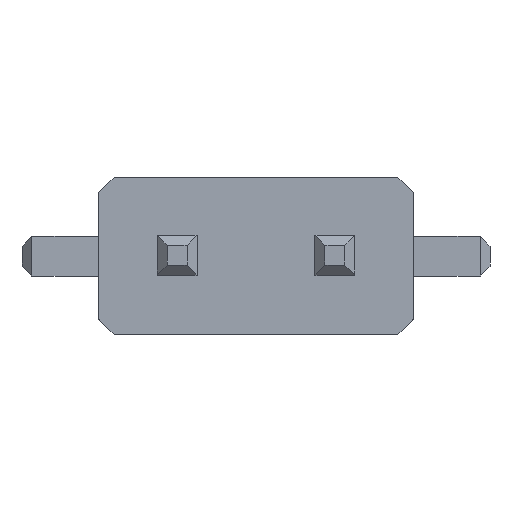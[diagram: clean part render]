
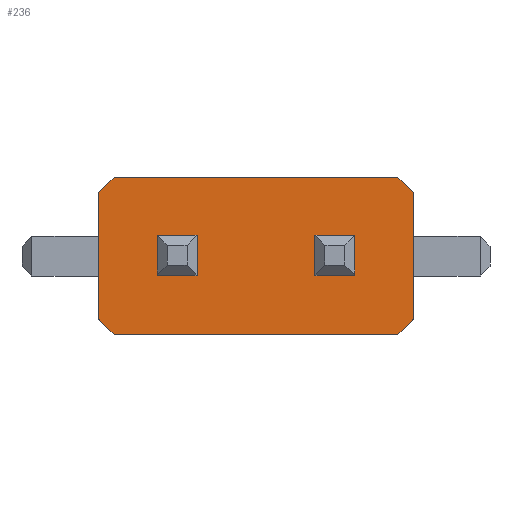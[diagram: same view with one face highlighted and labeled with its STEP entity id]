
A CAD part, top view. The second image highlights one B-rep face of the part: STEP entity #236.
In plain terms, the highlighted planar face has unit normal (0, 0, 1).
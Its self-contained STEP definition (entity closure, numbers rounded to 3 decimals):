
#24 = VERTEX_POINT('',#25);
#25 = CARTESIAN_POINT('',(-2.286,1.27,3.3));
#31 = EDGE_CURVE('',#24,#32,#34,.T.);
#32 = VERTEX_POINT('',#33);
#33 = CARTESIAN_POINT('',(-2.54,1.016,3.3));
#34 = LINE('',#35,#36);
#35 = CARTESIAN_POINT('',(-2.286,1.27,3.3));
#36 = VECTOR('',#37,1.);
#37 = DIRECTION('',(-0.707,-0.707,0.));
#64 = VERTEX_POINT('',#65);
#65 = CARTESIAN_POINT('',(2.286,1.27,3.3));
#71 = EDGE_CURVE('',#64,#24,#72,.T.);
#72 = LINE('',#73,#74);
#73 = CARTESIAN_POINT('',(2.286,1.27,3.3));
#74 = VECTOR('',#75,1.);
#75 = DIRECTION('',(-1.,0.,0.));
#93 = EDGE_CURVE('',#32,#94,#96,.T.);
#94 = VERTEX_POINT('',#95);
#95 = CARTESIAN_POINT('',(-2.54,-1.016,3.3));
#96 = LINE('',#97,#98);
#97 = CARTESIAN_POINT('',(-2.54,1.016,3.3));
#98 = VECTOR('',#99,1.);
#99 = DIRECTION('',(0.,-1.,0.));
#236 = ADVANCED_FACE('',(#237,#280,#314),#348,.F.);
#237 = FACE_BOUND('',#238,.F.);
#238 = EDGE_LOOP('',(#239,#240,#241,#249,#257,#265,#273,#279));
#239 = ORIENTED_EDGE('',*,*,#31,.F.);
#240 = ORIENTED_EDGE('',*,*,#71,.F.);
#241 = ORIENTED_EDGE('',*,*,#242,.F.);
#242 = EDGE_CURVE('',#243,#64,#245,.T.);
#243 = VERTEX_POINT('',#244);
#244 = CARTESIAN_POINT('',(2.54,1.016,3.3));
#245 = LINE('',#246,#247);
#246 = CARTESIAN_POINT('',(2.54,1.016,3.3));
#247 = VECTOR('',#248,1.);
#248 = DIRECTION('',(-0.707,0.707,0.));
#249 = ORIENTED_EDGE('',*,*,#250,.F.);
#250 = EDGE_CURVE('',#251,#243,#253,.T.);
#251 = VERTEX_POINT('',#252);
#252 = CARTESIAN_POINT('',(2.54,-1.016,3.3));
#253 = LINE('',#254,#255);
#254 = CARTESIAN_POINT('',(2.54,-1.016,3.3));
#255 = VECTOR('',#256,1.);
#256 = DIRECTION('',(0.,1.,0.));
#257 = ORIENTED_EDGE('',*,*,#258,.F.);
#258 = EDGE_CURVE('',#259,#251,#261,.T.);
#259 = VERTEX_POINT('',#260);
#260 = CARTESIAN_POINT('',(2.286,-1.27,3.3));
#261 = LINE('',#262,#263);
#262 = CARTESIAN_POINT('',(2.286,-1.27,3.3));
#263 = VECTOR('',#264,1.);
#264 = DIRECTION('',(0.707,0.707,0.));
#265 = ORIENTED_EDGE('',*,*,#266,.F.);
#266 = EDGE_CURVE('',#267,#259,#269,.T.);
#267 = VERTEX_POINT('',#268);
#268 = CARTESIAN_POINT('',(-2.286,-1.27,3.3));
#269 = LINE('',#270,#271);
#270 = CARTESIAN_POINT('',(-2.286,-1.27,3.3));
#271 = VECTOR('',#272,1.);
#272 = DIRECTION('',(1.,0.,0.));
#273 = ORIENTED_EDGE('',*,*,#274,.F.);
#274 = EDGE_CURVE('',#94,#267,#275,.T.);
#275 = LINE('',#276,#277);
#276 = CARTESIAN_POINT('',(-2.54,-1.016,3.3));
#277 = VECTOR('',#278,1.);
#278 = DIRECTION('',(0.707,-0.707,0.));
#279 = ORIENTED_EDGE('',*,*,#93,.F.);
#280 = FACE_BOUND('',#281,.F.);
#281 = EDGE_LOOP('',(#282,#292,#300,#308));
#282 = ORIENTED_EDGE('',*,*,#283,.T.);
#283 = EDGE_CURVE('',#284,#286,#288,.T.);
#284 = VERTEX_POINT('',#285);
#285 = CARTESIAN_POINT('',(-1.59,0.32,3.3));
#286 = VERTEX_POINT('',#287);
#287 = CARTESIAN_POINT('',(-1.59,-0.32,3.3));
#288 = LINE('',#289,#290);
#289 = CARTESIAN_POINT('',(-1.59,0.795,3.3));
#290 = VECTOR('',#291,1.);
#291 = DIRECTION('',(0.,-1.,0.));
#292 = ORIENTED_EDGE('',*,*,#293,.T.);
#293 = EDGE_CURVE('',#286,#294,#296,.T.);
#294 = VERTEX_POINT('',#295);
#295 = CARTESIAN_POINT('',(-0.95,-0.32,3.3));
#296 = LINE('',#297,#298);
#297 = CARTESIAN_POINT('',(-1.618,-0.32,3.3));
#298 = VECTOR('',#299,1.);
#299 = DIRECTION('',(1.,0.,0.));
#300 = ORIENTED_EDGE('',*,*,#301,.T.);
#301 = EDGE_CURVE('',#294,#302,#304,.T.);
#302 = VERTEX_POINT('',#303);
#303 = CARTESIAN_POINT('',(-0.95,0.32,3.3));
#304 = LINE('',#305,#306);
#305 = CARTESIAN_POINT('',(-0.95,0.795,3.3));
#306 = VECTOR('',#307,1.);
#307 = DIRECTION('',(0.,1.,0.));
#308 = ORIENTED_EDGE('',*,*,#309,.F.);
#309 = EDGE_CURVE('',#284,#302,#310,.T.);
#310 = LINE('',#311,#312);
#311 = CARTESIAN_POINT('',(-1.618,0.32,3.3));
#312 = VECTOR('',#313,1.);
#313 = DIRECTION('',(1.,0.,0.));
#314 = FACE_BOUND('',#315,.F.);
#315 = EDGE_LOOP('',(#316,#326,#334,#342));
#316 = ORIENTED_EDGE('',*,*,#317,.F.);
#317 = EDGE_CURVE('',#318,#320,#322,.T.);
#318 = VERTEX_POINT('',#319);
#319 = CARTESIAN_POINT('',(1.59,0.32,3.3));
#320 = VERTEX_POINT('',#321);
#321 = CARTESIAN_POINT('',(1.59,-0.32,3.3));
#322 = LINE('',#323,#324);
#323 = CARTESIAN_POINT('',(1.59,0.795,3.3));
#324 = VECTOR('',#325,1.);
#325 = DIRECTION('',(0.,-1.,0.));
#326 = ORIENTED_EDGE('',*,*,#327,.T.);
#327 = EDGE_CURVE('',#318,#328,#330,.T.);
#328 = VERTEX_POINT('',#329);
#329 = CARTESIAN_POINT('',(0.95,0.32,3.3));
#330 = LINE('',#331,#332);
#331 = CARTESIAN_POINT('',(-0.668,0.32,3.3));
#332 = VECTOR('',#333,1.);
#333 = DIRECTION('',(-1.,-0.,-0.));
#334 = ORIENTED_EDGE('',*,*,#335,.F.);
#335 = EDGE_CURVE('',#336,#328,#338,.T.);
#336 = VERTEX_POINT('',#337);
#337 = CARTESIAN_POINT('',(0.95,-0.32,3.3));
#338 = LINE('',#339,#340);
#339 = CARTESIAN_POINT('',(0.95,0.795,3.3));
#340 = VECTOR('',#341,1.);
#341 = DIRECTION('',(0.,1.,0.));
#342 = ORIENTED_EDGE('',*,*,#343,.F.);
#343 = EDGE_CURVE('',#320,#336,#344,.T.);
#344 = LINE('',#345,#346);
#345 = CARTESIAN_POINT('',(-0.668,-0.32,3.3));
#346 = VECTOR('',#347,1.);
#347 = DIRECTION('',(-1.,-0.,-0.));
#348 = PLANE('',#349);
#349 = AXIS2_PLACEMENT_3D('',#350,#351,#352);
#350 = CARTESIAN_POINT('',(-2.286,1.27,3.3));
#351 = DIRECTION('',(0.,0.,-1.));
#352 = DIRECTION('',(-1.,0.,0.));
